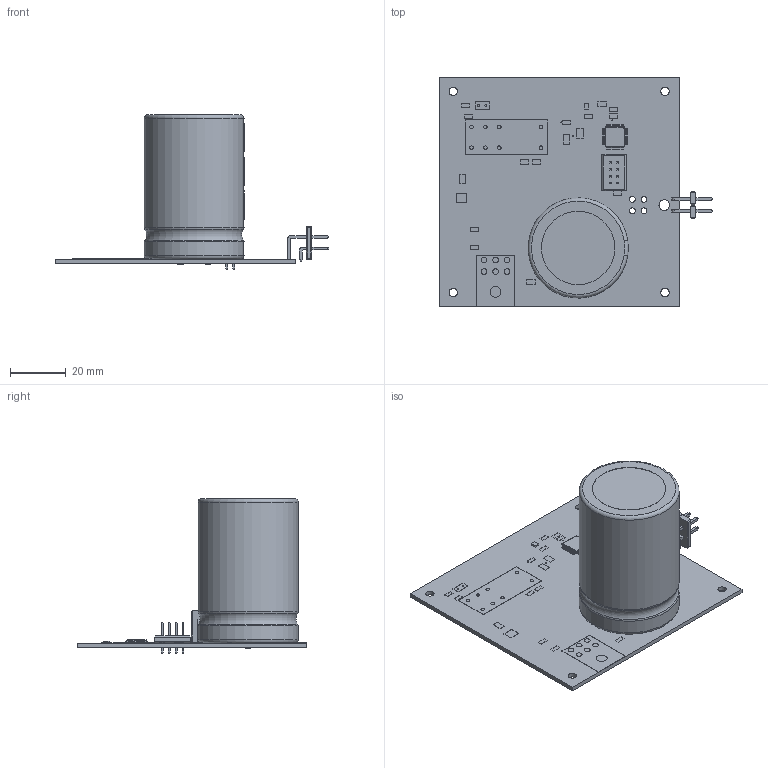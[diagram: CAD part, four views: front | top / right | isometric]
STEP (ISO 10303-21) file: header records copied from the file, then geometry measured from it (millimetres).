
FILE_DESCRIPTION(/* description */ (''),/* implementation_level */ '2;1');
FILE_NAME(/* name */ '1a708a42-d53d-406f-a80d-5a641abed83b.stp',/* time_stamp */ '2020-02-17T16:29:18+00:00',/* author */ (''),/* organization */ (''),/* preprocessor_version */ 'ST-DEVELOPER v18',/* originating_system */ 'Autodesk Translation Framework v8.12.0.6',/* authorisation */ '');
FILE_SCHEMA (('AUTOMOTIVE_DESIGN { 1 0 10303 214 3 1 1 }'));
Length unit declared in the file: millimetre
Products named in the file (17): 1a708a42-d53d-406f-a80d-5a641abed83b; PCB Component; Board; 10k; ESMQ351VSN102MA50S; BAT54HT1GBAT54HT1G; 1-770968-0; DF1BZ-8DP-2.5DSA; G2RL-2DC12; ELECTROMAGNET; RK7002BMT116; DMN1019UVT-7DMN1019UVT-7; PMBT2222A,215PMBT2222A,215; ATMEGA328PB32-TQFP; MCP4011-103E/MSMCP4011-103E/MS; 8 MHz; 1-770969-0
Assembly tree (27 placements, depth 3):
  1a708a42-d53d-406f-a80d-5a641abed83b
    PCB Component
      Board
      10k  x10
      ESMQ351VSN102MA50S
      BAT54HT1GBAT54HT1G  x3
      1-770968-0
      DF1BZ-8DP-2.5DSA
      G2RL-2DC12
      ELECTROMAGNET
      RK7002BMT116
      DMN1019UVT-7DMN1019UVT-7
      PMBT2222A,215PMBT2222A,215
      ATMEGA328PB32-TQFP
      MCP4011-103E/MSMCP4011-103E/MS
      8 MHz
      1-770969-0
Bounding box: 98.53 x 82.55 x 55.62 mm (x, y, z)
Volume: 64357.1 mm3; surface area: 25531.6 mm2
Topology: 26 solids, 26 shells, 934 faces, 2322 edges, 1507 vertices
Faces by surface type: plane 734, cylinder 190, torus 10
Full cylindrical faces by diameter (mm): 0.3 x1, 0.35 x7, 0.6 x2, 1.1 x8, 1.3 x8, 2 x2, 2.07 x10, 2.2 x2, 3 x4, 3.86 x2, 26.4 x1
Entity records: 27384 total; most frequent: CARTESIAN_POINT 4521, DIRECTION 4433, ORIENTED_EDGE 4380, EDGE_CURVE 2190, LINE 1771, VECTOR 1771, VERTEX_POINT 1419, AXIS2_PLACEMENT_3D 1331
